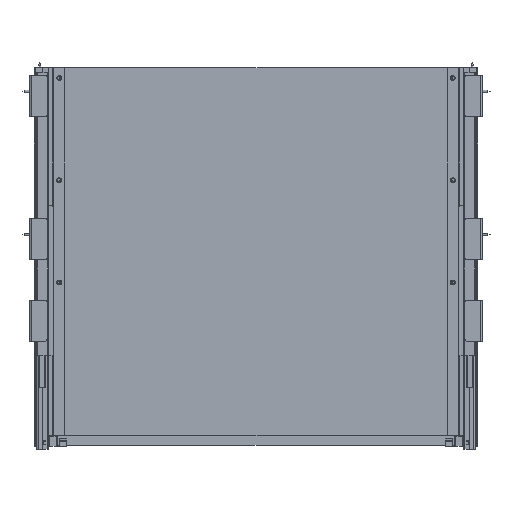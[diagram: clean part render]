
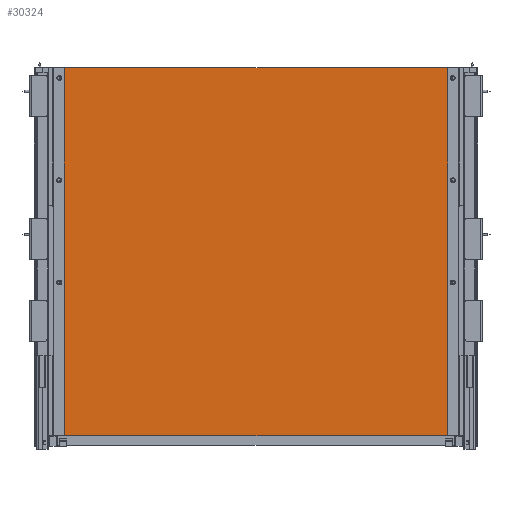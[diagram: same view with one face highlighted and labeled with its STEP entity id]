
A CAD part, front view. The second image highlights one B-rep face of the part: STEP entity #30324.
In plain terms, the highlighted planar face has unit normal (0, -1, 0).
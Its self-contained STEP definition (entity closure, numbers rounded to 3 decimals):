
#3042=FACE_OUTER_BOUND('',#4932,.T.);
#4932=EDGE_LOOP('',(#26037,#26038,#26039,#26040));
#7924=LINE('',#49357,#11286);
#7925=LINE('',#49360,#11287);
#7926=LINE('',#49362,#11288);
#7927=LINE('',#49363,#11289);
#11286=VECTOR('',#39515,10.);
#11287=VECTOR('',#39518,10.);
#11288=VECTOR('',#39519,10.);
#11289=VECTOR('',#39520,10.);
#14357=VERTEX_POINT('',#49350);
#14360=VERTEX_POINT('',#49355);
#14361=VERTEX_POINT('',#49359);
#14362=VERTEX_POINT('',#49361);
#18348=EDGE_CURVE('',#14357,#14360,#7924,.T.);
#18349=EDGE_CURVE('',#14361,#14357,#7925,.T.);
#18350=EDGE_CURVE('',#14362,#14360,#7926,.T.);
#18351=EDGE_CURVE('',#14361,#14362,#7927,.T.);
#26037=ORIENTED_EDGE('',*,*,#18349,.T.);
#26038=ORIENTED_EDGE('',*,*,#18348,.T.);
#26039=ORIENTED_EDGE('',*,*,#18350,.F.);
#26040=ORIENTED_EDGE('',*,*,#18351,.F.);
#28746=PLANE('',#32683);
#30324=ADVANCED_FACE('',(#3042),#28746,.T.);
#32683=AXIS2_PLACEMENT_3D('',#49358,#39516,#39517);
#39515=DIRECTION('',(0.,0.,-1.));
#39516=DIRECTION('center_axis',(0.,-1.,0.));
#39517=DIRECTION('ref_axis',(-1.,0.,0.));
#39518=DIRECTION('',(-1.,0.,0.));
#39519=DIRECTION('',(-1.,0.,0.));
#39520=DIRECTION('',(0.,0.,-1.));
#49350=CARTESIAN_POINT('',(-316.5,22.,11.5));
#49355=CARTESIAN_POINT('',(-316.5,22.,-564.5));
#49357=CARTESIAN_POINT('',(-316.5,22.,11.5));
#49358=CARTESIAN_POINT('Origin',(316.5,22.,11.5));
#49359=CARTESIAN_POINT('',(316.5,22.,11.5));
#49360=CARTESIAN_POINT('',(316.5,22.,11.5));
#49361=CARTESIAN_POINT('',(316.5,22.,-564.5));
#49362=CARTESIAN_POINT('',(316.5,22.,-564.5));
#49363=CARTESIAN_POINT('',(316.5,22.,11.5));
